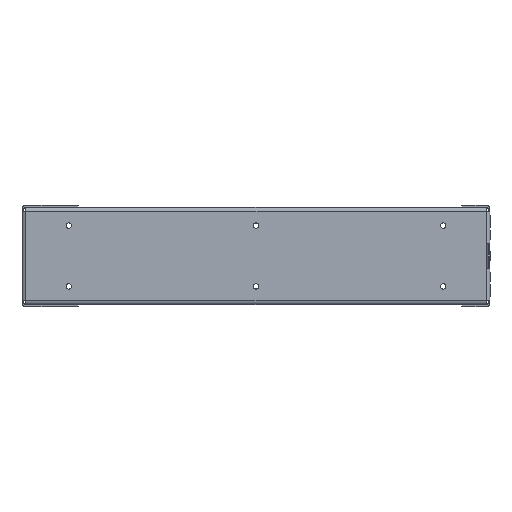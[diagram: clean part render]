
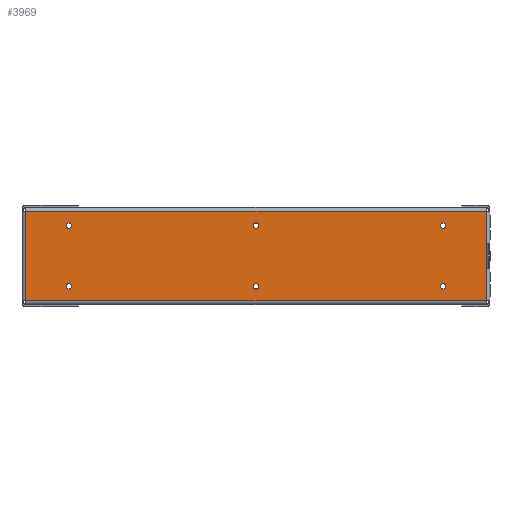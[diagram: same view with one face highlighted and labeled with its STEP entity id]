
A CAD part, left-side view. The second image highlights one B-rep face of the part: STEP entity #3969.
In plain terms, the highlighted planar face has unit normal (-1, 0, 0).
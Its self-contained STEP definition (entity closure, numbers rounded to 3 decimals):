
#135=PLANE('',#4373);
#369=LINE('',#6500,#661);
#385=LINE('',#6541,#677);
#416=LINE('',#6623,#708);
#429=LINE('',#6659,#721);
#661=VECTOR('',#5215,378.65);
#677=VECTOR('',#5257,378.65);
#708=VECTOR('',#5358,73.45);
#721=VECTOR('',#5397,73.45);
#908=FACE_BOUND('',#1514,.T.);
#909=FACE_BOUND('',#1515,.T.);
#910=FACE_BOUND('',#1516,.T.);
#911=FACE_BOUND('',#1517,.T.);
#912=FACE_BOUND('',#1518,.T.);
#913=FACE_BOUND('',#1519,.T.);
#1139=FACE_OUTER_BOUND('',#1513,.T.);
#1513=EDGE_LOOP('',(#3482,#3483,#3484,#3485));
#1514=EDGE_LOOP('',(#3486));
#1515=EDGE_LOOP('',(#3487));
#1516=EDGE_LOOP('',(#3488));
#1517=EDGE_LOOP('',(#3489));
#1518=EDGE_LOOP('',(#3490));
#1519=EDGE_LOOP('',(#3491));
#1804=CIRCLE('',#4374,2.25);
#1805=CIRCLE('',#4375,2.25);
#1806=CIRCLE('',#4376,2.25);
#1807=CIRCLE('',#4377,2.25);
#1808=CIRCLE('',#4378,2.25);
#1809=CIRCLE('',#4379,2.25);
#2096=VERTEX_POINT('',#6497);
#2097=VERTEX_POINT('',#6499);
#2108=VERTEX_POINT('',#6538);
#2109=VERTEX_POINT('',#6540);
#2150=VERTEX_POINT('',#6696);
#2151=VERTEX_POINT('',#6698);
#2152=VERTEX_POINT('',#6700);
#2153=VERTEX_POINT('',#6702);
#2154=VERTEX_POINT('',#6704);
#2155=VERTEX_POINT('',#6706);
#2528=EDGE_CURVE('',#2097,#2096,#369,.T.);
#2548=EDGE_CURVE('',#2109,#2108,#385,.T.);
#2592=EDGE_CURVE('',#2108,#2097,#416,.T.);
#2612=EDGE_CURVE('',#2096,#2109,#429,.T.);
#2630=EDGE_CURVE('',#2150,#2150,#1804,.T.);
#2631=EDGE_CURVE('',#2151,#2151,#1805,.T.);
#2632=EDGE_CURVE('',#2152,#2152,#1806,.T.);
#2633=EDGE_CURVE('',#2153,#2153,#1807,.T.);
#2634=EDGE_CURVE('',#2154,#2154,#1808,.T.);
#2635=EDGE_CURVE('',#2155,#2155,#1809,.T.);
#3482=ORIENTED_EDGE('',*,*,#2528,.T.);
#3483=ORIENTED_EDGE('',*,*,#2612,.T.);
#3484=ORIENTED_EDGE('',*,*,#2548,.T.);
#3485=ORIENTED_EDGE('',*,*,#2592,.T.);
#3486=ORIENTED_EDGE('',*,*,#2630,.T.);
#3487=ORIENTED_EDGE('',*,*,#2631,.T.);
#3488=ORIENTED_EDGE('',*,*,#2632,.T.);
#3489=ORIENTED_EDGE('',*,*,#2633,.T.);
#3490=ORIENTED_EDGE('',*,*,#2634,.T.);
#3491=ORIENTED_EDGE('',*,*,#2635,.T.);
#3969=ADVANCED_FACE('',(#1139,#908,#909,#910,#911,#912,#913),#135,.T.);
#4373=AXIS2_PLACEMENT_3D('',#6695,#5438,#5439);
#4374=AXIS2_PLACEMENT_3D('',#6697,#5440,#5441);
#4375=AXIS2_PLACEMENT_3D('',#6699,#5442,#5443);
#4376=AXIS2_PLACEMENT_3D('',#6701,#5444,#5445);
#4377=AXIS2_PLACEMENT_3D('',#6703,#5446,#5447);
#4378=AXIS2_PLACEMENT_3D('',#6705,#5448,#5449);
#4379=AXIS2_PLACEMENT_3D('',#6707,#5450,#5451);
#5215=DIRECTION('',(0.,1.,0.));
#5257=DIRECTION('',(0.,-1.,0.));
#5358=DIRECTION('',(0.,0.,1.));
#5397=DIRECTION('',(0.,0.,-1.));
#5438=DIRECTION('center_axis',(-1.,0.,0.));
#5439=DIRECTION('ref_axis',(0.,0.,1.));
#5440=DIRECTION('center_axis',(1.,0.,0.));
#5441=DIRECTION('ref_axis',(0.,0.,
1.));
#5442=DIRECTION('center_axis',(1.,0.,0.));
#5443=DIRECTION('ref_axis',(0.,0.,
1.));
#5444=DIRECTION('center_axis',(1.,0.,0.));
#5445=DIRECTION('ref_axis',(0.,0.,
1.));
#5446=DIRECTION('center_axis',(1.,0.,0.));
#5447=DIRECTION('ref_axis',(0.,0.,
1.));
#5448=DIRECTION('center_axis',(1.,0.,0.));
#5449=DIRECTION('ref_axis',(0.,0.,
1.));
#5450=DIRECTION('center_axis',(1.,0.,0.));
#5451=DIRECTION('ref_axis',(0.,0.,
1.));
#6497=CARTESIAN_POINT('',(-175.,-1.588,36.725));
#6499=CARTESIAN_POINT('',(-175.,-380.238,36.725));
#6500=CARTESIAN_POINT('',(-175.,-285.471,36.725));
#6538=CARTESIAN_POINT('',(-175.,-380.238,-36.725));
#6540=CARTESIAN_POINT('',(-175.,-1.588,-36.725));
#6541=CARTESIAN_POINT('',(-175.,-96.146,-36.725));
#6623=CARTESIAN_POINT('',(-175.,-380.238,-20.));
#6659=CARTESIAN_POINT('',(-175.,-1.588,0.));
#6695=CARTESIAN_POINT('Origin',(-175.,-190.705,0.));
#6696=CARTESIAN_POINT('',(-175.,-190.913,22.75));
#6697=CARTESIAN_POINT('Origin',(-175.,-190.913,25.));
#6698=CARTESIAN_POINT('',(-175.,-36.913,22.75));
#6699=CARTESIAN_POINT('Origin',(-175.,-36.913,25.));
#6700=CARTESIAN_POINT('',(-175.,-344.913,22.75));
#6701=CARTESIAN_POINT('Origin',(-175.,-344.913,25.));
#6702=CARTESIAN_POINT('',(-175.,-344.913,-27.25));
#6703=CARTESIAN_POINT('Origin',(-175.,-344.913,-25.));
#6704=CARTESIAN_POINT('',(-175.,-36.913,-27.25));
#6705=CARTESIAN_POINT('Origin',(-175.,-36.913,-25.));
#6706=CARTESIAN_POINT('',(-175.,-190.913,-27.25));
#6707=CARTESIAN_POINT('Origin',(-175.,-190.913,-25.));
